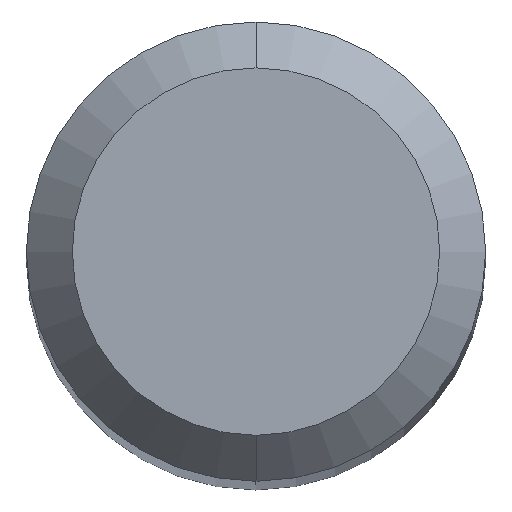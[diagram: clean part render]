
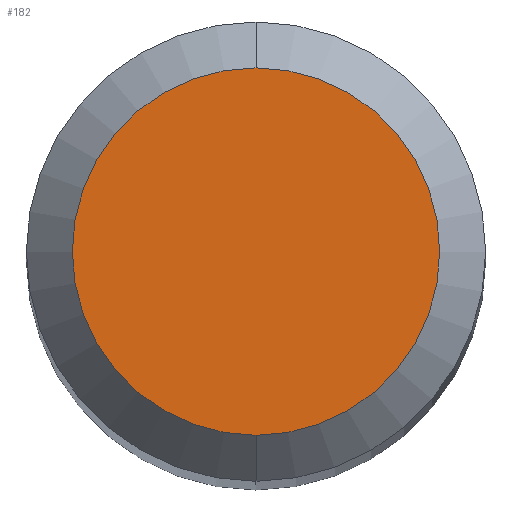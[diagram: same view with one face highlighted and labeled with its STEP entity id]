
A CAD part, top view. The second image highlights one B-rep face of the part: STEP entity #182.
In plain terms, the highlighted planar face has unit normal (0, 0, 1).
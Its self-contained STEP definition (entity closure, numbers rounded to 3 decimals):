
#6 = AXIS2_PLACEMENT_3D ( 'NONE', #311, #12, #136 ) ;
#12 = DIRECTION ( 'NONE',  ( 0., 0., -1. ) ) ;
#55 = DIRECTION ( 'NONE',  ( 0., 0., -1. ) ) ;
#76 = EDGE_CURVE ( 'NONE', #165, #367, #79, .T. ) ;
#79 = CIRCLE ( 'NONE', #223, 1.2 ) ;
#111 = EDGE_LOOP ( 'NONE', ( #122, #202 ) ) ;
#122 = ORIENTED_EDGE ( 'NONE', *, *, #76, .F. ) ;
#136 = DIRECTION ( 'NONE',  ( 0., 1., 0. ) ) ;
#145 = FACE_OUTER_BOUND ( 'NONE', #111, .T. ) ;
#165 = VERTEX_POINT ( 'NONE', #235 ) ;
#171 = CIRCLE ( 'NONE', #6, 1.2 ) ;
#182 = ADVANCED_FACE ( 'NONE', ( #145 ), #288, .F. ) ;
#202 = ORIENTED_EDGE ( 'NONE', *, *, #433, .F. ) ;
#223 = AXIS2_PLACEMENT_3D ( 'NONE', #350, #55, #341 ) ;
#235 = CARTESIAN_POINT ( 'NONE',  ( 0., 1.2, 38. ) ) ;
#277 = CARTESIAN_POINT ( 'NONE',  ( 0., -1.2, 38. ) ) ;
#288 = PLANE ( 'NONE',  #399 ) ;
#311 = CARTESIAN_POINT ( 'NONE',  ( 0., 0., 38. ) ) ;
#341 = DIRECTION ( 'NONE',  ( 0., 1., 0. ) ) ;
#350 = CARTESIAN_POINT ( 'NONE',  ( 0., 0., 38. ) ) ;
#364 = DIRECTION ( 'NONE',  ( 0., 0., -1. ) ) ;
#367 = VERTEX_POINT ( 'NONE', #277 ) ;
#397 = DIRECTION ( 'NONE',  ( 0., 1., 0. ) ) ;
#399 = AXIS2_PLACEMENT_3D ( 'NONE', #427, #364, #397 ) ;
#427 = CARTESIAN_POINT ( 'NONE',  ( 0., 0., 38. ) ) ;
#433 = EDGE_CURVE ( 'NONE', #367, #165, #171, .T. ) ;
